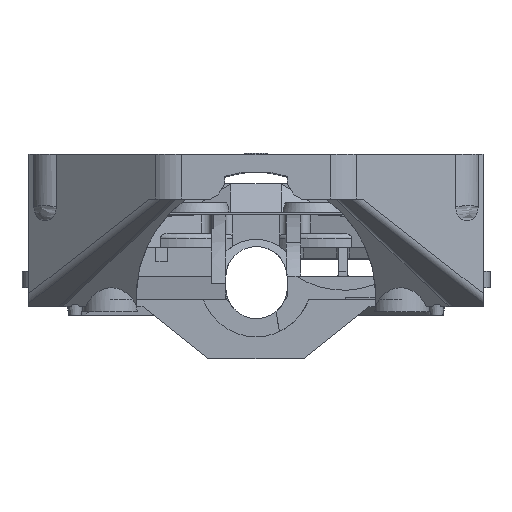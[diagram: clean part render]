
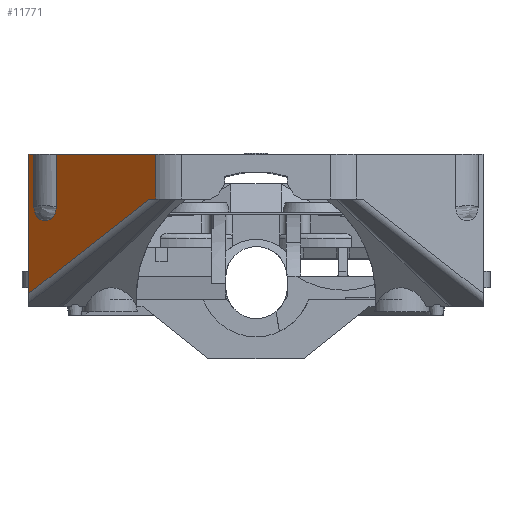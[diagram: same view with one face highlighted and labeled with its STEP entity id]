
A CAD part, front view. The second image highlights one B-rep face of the part: STEP entity #11771.
In plain terms, the highlighted planar face has unit normal (-0.669, -0.743, 0).
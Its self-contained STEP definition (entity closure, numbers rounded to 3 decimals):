
#324=B_SPLINE_CURVE_WITH_KNOTS('',3,(#19847,#19848,#19849,#19850,#19851,
#19852,#19853,#19854,#19855,#19856,#19857,#19858,#19859,#19860),
 .UNSPECIFIED.,.F.,.F.,(4,2,2,2,2,2,4),(0.,0.123,0.24,
0.351,0.411,0.443,0.445),
 .UNSPECIFIED.);
#325=B_SPLINE_CURVE_WITH_KNOTS('',3,(#19864,#19865,#19866,#19867,#19868,
#19869,#19870,#19871,#19872,#19873,#19874,#19875,#19876,#19877),
 .UNSPECIFIED.,.F.,.F.,(4,2,2,2,2,2,4),(-0.001,0.,0.037,
0.098,0.201,0.317,0.439),
 .UNSPECIFIED.);
#1213=FACE_OUTER_BOUND('',#1873,.T.);
#1873=EDGE_LOOP('',(#8680,#8681,#8682,#8683,#8684,#8685,#8686,#8687,#8688,
#8689,#8690));
#2818=LINE('',#18739,#3852);
#2955=LINE('',#19836,#3989);
#2956=LINE('',#19839,#3990);
#2957=LINE('',#19841,#3991);
#2958=LINE('',#19843,#3992);
#2959=LINE('',#19845,#3993);
#2960=LINE('',#19862,#3994);
#2961=LINE('',#19879,#3995);
#2962=LINE('',#19880,#3996);
#3852=VECTOR('',#13933,10.);
#3989=VECTOR('',#14216,10.);
#3990=VECTOR('',#14219,10.);
#3991=VECTOR('',#14220,10.);
#3992=VECTOR('',#14221,10.);
#3993=VECTOR('',#14222,10.);
#3994=VECTOR('',#14223,10.);
#3995=VECTOR('',#14224,10.);
#3996=VECTOR('',#14225,10.);
#4993=VERTEX_POINT('',#18737);
#4994=VERTEX_POINT('',#18738);
#5152=VERTEX_POINT('',#19834);
#5153=VERTEX_POINT('',#19838);
#5154=VERTEX_POINT('',#19840);
#5155=VERTEX_POINT('',#19842);
#5156=VERTEX_POINT('',#19844);
#5157=VERTEX_POINT('',#19846);
#5158=VERTEX_POINT('',#19861);
#5159=VERTEX_POINT('',#19863);
#5160=VERTEX_POINT('',#19878);
#6311=EDGE_CURVE('',#4993,#4994,#2818,.T.);
#6518=EDGE_CURVE('',#5152,#4993,#2955,.T.);
#6519=EDGE_CURVE('',#5153,#5152,#2956,.T.);
#6520=EDGE_CURVE('',#5154,#5153,#2957,.T.);
#6521=EDGE_CURVE('',#5154,#5155,#2958,.T.);
#6522=EDGE_CURVE('',#5155,#5156,#2959,.T.);
#6523=EDGE_CURVE('',#5157,#5156,#324,.F.);
#6524=EDGE_CURVE('',#5157,#5158,#2960,.T.);
#6525=EDGE_CURVE('',#5158,#5159,#325,.T.);
#6526=EDGE_CURVE('',#5159,#5160,#2961,.T.);
#6527=EDGE_CURVE('',#5160,#4994,#2962,.T.);
#8680=ORIENTED_EDGE('',*,*,#6519,.F.);
#8681=ORIENTED_EDGE('',*,*,#6520,.F.);
#8682=ORIENTED_EDGE('',*,*,#6521,.T.);
#8683=ORIENTED_EDGE('',*,*,#6522,.T.);
#8684=ORIENTED_EDGE('',*,*,#6523,.F.);
#8685=ORIENTED_EDGE('',*,*,#6524,.T.);
#8686=ORIENTED_EDGE('',*,*,#6525,.T.);
#8687=ORIENTED_EDGE('',*,*,#6526,.T.);
#8688=ORIENTED_EDGE('',*,*,#6527,.T.);
#8689=ORIENTED_EDGE('',*,*,#6311,.F.);
#8690=ORIENTED_EDGE('',*,*,#6518,.F.);
#11362=PLANE('',#12506);
#11771=ADVANCED_FACE('',(#1213),#11362,.T.);
#12506=AXIS2_PLACEMENT_3D('',#19837,#14217,#14218);
#13933=DIRECTION('',(0.,0.,1.));
#14216=DIRECTION('',(-0.642,0.578,-0.504));
#14217=DIRECTION('center_axis',(-0.669,-0.743,0.));
#14218=DIRECTION('ref_axis',(-0.743,0.669,0.));
#14219=DIRECTION('',(-0.743,0.669,0.));
#14220=DIRECTION('',(0.,0.,-1.));
#14221=DIRECTION('',(-0.743,0.669,0.));
#14222=DIRECTION('',(0.,0.,-1.));
#14223=DIRECTION('',(-0.743,0.669,0.));
#14224=DIRECTION('',(0.,0.,1.));
#14225=DIRECTION('',(-0.743,0.669,0.));
#18737=CARTESIAN_POINT('',(-48.034,-221.671,-14.696));
#18738=CARTESIAN_POINT('',(-48.034,-221.671,14.8));
#18739=CARTESIAN_POINT('',(-48.034,-221.671,2.3));
#19834=CARTESIAN_POINT('',(-22.543,-244.615,5.3));
#19836=CARTESIAN_POINT('',(-23.558,-243.702,4.504));
#19837=CARTESIAN_POINT('Origin',(-18.676,-248.096,4.));
#19838=CARTESIAN_POINT('',(-21.221,-245.805,5.3));
#19839=CARTESIAN_POINT('',(-20.012,-246.894,5.3));
#19840=CARTESIAN_POINT('',(-21.221,-245.805,14.8));
#19841=CARTESIAN_POINT('',(-21.221,-245.805,7.9));
#19842=CARTESIAN_POINT('',(-42.23,-226.895,14.8));
#19843=CARTESIAN_POINT('',(-18.313,-248.423,14.8));
#19844=CARTESIAN_POINT('',(-42.23,-226.895,3.754));
#19845=CARTESIAN_POINT('',(-42.23,-226.895,14.8));
#19846=CARTESIAN_POINT('',(-44.236,-225.089,0.8));
#19847=CARTESIAN_POINT('Ctrl Pts',(-42.23,-226.895,
3.754));
#19848=CARTESIAN_POINT('Ctrl Pts',(-42.23,-226.895,
3.345));
#19849=CARTESIAN_POINT('Ctrl Pts',(-42.289,-226.842,
2.94));
#19850=CARTESIAN_POINT('Ctrl Pts',(-42.519,-226.635,
2.201));
#19851=CARTESIAN_POINT('Ctrl Pts',(-42.682,-226.488,1.87));
#19852=CARTESIAN_POINT('Ctrl Pts',(-43.083,-226.127,1.334));
#19853=CARTESIAN_POINT('Ctrl Pts',(-43.313,-225.921,
1.125));
#19854=CARTESIAN_POINT('Ctrl Pts',(-43.701,-225.571,
0.911));
#19855=CARTESIAN_POINT('Ctrl Pts',(-43.843,-225.443,
0.856));
#19856=CARTESIAN_POINT('Ctrl Pts',(-44.067,-225.241,
0.81));
#19857=CARTESIAN_POINT('Ctrl Pts',(-44.148,-225.169,
0.801));
#19858=CARTESIAN_POINT('Ctrl Pts',(-44.23,-225.094,
0.8));
#19859=CARTESIAN_POINT('Ctrl Pts',(-44.233,-225.092,
0.8));
#19860=CARTESIAN_POINT('Ctrl Pts',(-44.236,-225.089,0.8));
#19861=CARTESIAN_POINT('',(-44.98,-224.42,0.8));
#19862=CARTESIAN_POINT('',(-31.642,-236.426,0.8));
#19863=CARTESIAN_POINT('',(-46.986,-222.614,3.754));
#19864=CARTESIAN_POINT('Ctrl Pts',(-44.98,-224.42,
0.8));
#19865=CARTESIAN_POINT('Ctrl Pts',(-44.982,-224.418,
0.8));
#19866=CARTESIAN_POINT('Ctrl Pts',(-44.985,-224.415,
0.8));
#19867=CARTESIAN_POINT('Ctrl Pts',(-45.08,-224.33,
0.801));
#19868=CARTESIAN_POINT('Ctrl Pts',(-45.173,-224.246,
0.813));
#19869=CARTESIAN_POINT('Ctrl Pts',(-45.414,-224.029,
0.87));
#19870=CARTESIAN_POINT('Ctrl Pts',(-45.561,-223.897,
0.932));
#19871=CARTESIAN_POINT('Ctrl Pts',(-45.934,-223.561,
1.153));
#19872=CARTESIAN_POINT('Ctrl Pts',(-46.146,-223.37,
1.352));
#19873=CARTESIAN_POINT('Ctrl Pts',(-46.534,-223.021,
1.87));
#19874=CARTESIAN_POINT('Ctrl Pts',(-46.697,-222.874,
2.2));
#19875=CARTESIAN_POINT('Ctrl Pts',(-46.927,-222.668,2.94));
#19876=CARTESIAN_POINT('Ctrl Pts',(-46.986,-222.614,
3.345));
#19877=CARTESIAN_POINT('Ctrl Pts',(-46.986,-222.614,
3.754));
#19878=CARTESIAN_POINT('',(-46.986,-222.614,14.8));
#19879=CARTESIAN_POINT('',(-46.986,-222.614,14.8));
#19880=CARTESIAN_POINT('',(-18.313,-248.423,14.8));
